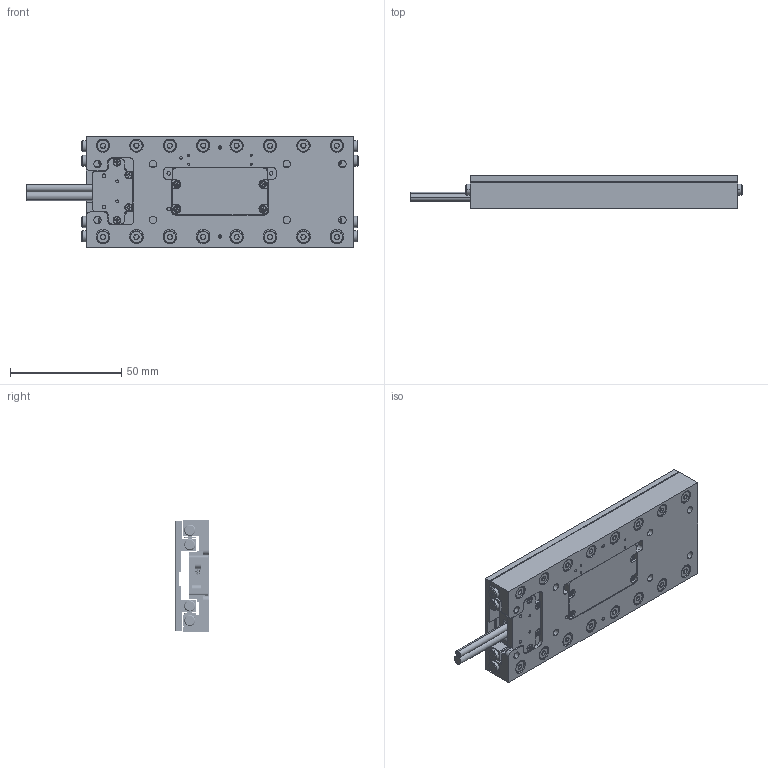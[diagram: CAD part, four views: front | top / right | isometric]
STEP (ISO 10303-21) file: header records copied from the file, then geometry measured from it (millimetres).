
FILE_DESCRIPTION (( 'STEP AP214' ), '1' );
FILE_NAME ('PPS-50-X33XX.STEP', '2025-05-23T23:02:09', ( '' ), ( '' ), 'SwSTEP 2.0', 'SolidWorks 2023', '' );
FILE_SCHEMA (( 'AUTOMOTIVE_DESIGN' ));
Length unit declared in the file: millimetre
Products named in the file (16): 92010A778_Passivated 18-8 Stainless Steel Phillips Flat Head Screw, M1.6x3mm_92010A778; 431947 Cable Clamp, Dual, 3 and 4mm Dia. Cables; PPS-50LM, Carriage_Master Part_120, Piezo Motor Version ; 431945 Cable Clamp Base with Mountable Tabs; 4.25mm Dia Cable_L40; SCREW, MS-PPH, M-JCIS_M2.5 x 0.45 x 6mm; PPS-50LM, Base_Master Part_L120; SCREW, MS-PPH, M-JCIS_M2 x 0.4 x 6mm; Demo, Motor Place Holder_DEMO; SUBASSEM_Cable Clamp_PPS-50, Design 3_4-3; Cage, Slide Way, NB, SV2000_SV 2120-21Z; Cooner Black Cable_L40; SCREW, MS-PPH, M-JCIS_M2 x 0.4 x 4mm; 130325 Bearing, Slide Way, NB, SV2000_SV 2120; PPS-50-X33XX; Screw, SHCS-L, M-DIN_M3 x 0.5 x 08mm
Assembly tree (56 placements, depth 3):
  PPS-50-X33XX
    PPS-50LM, Base_Master Part_L120
    PPS-50LM, Carriage_Master Part_120, Piezo Motor Version 
    130325 Bearing, Slide Way, NB, SV2000_SV 2120  x4
    Cage, Slide Way, NB, SV2000_SV 2120-21Z  x2
    Screw, SHCS-L, M-DIN_M3 x 0.5 x 08mm  x16
    SCREW, MS-PPH, M-JCIS_M2.5 x 0.45 x 6mm  x16
    Demo, Motor Place Holder_DEMO
    SCREW, MS-PPH, M-JCIS_M2 x 0.4 x 4mm  x4
    SUBASSEM_Cable Clamp_PPS-50, Design 3_4-3
      431945 Cable Clamp Base with Mountable Tabs
      431947 Cable Clamp, Dual, 3 and 4mm Dia. Cables
      SCREW, MS-PPH, M-JCIS_M2 x 0.4 x 6mm  x2
      Cooner Black Cable_L40
      4.25mm Dia Cable_L40
    92010A778_Passivated 18-8 Stainless Steel Phillips Flat Head Screw, M1.6x3mm_92010A778  x4
Bounding box: 149.1 x 15 x 50 mm (x, y, z)
Volume: 64111.1 mm3; surface area: 58471.5 mm2
Topology: 68 solids, 68 shells, 2497 faces, 6229 edges, 3958 vertices
Faces by surface type: plane 1202, cylinder 851, torus 260, cone 148, bspline 36
Entity records: 80487 total; most frequent: CARTESIAN_POINT 52019, DIRECTION 6037, ORIENTED_EDGE 5638, EDGE_CURVE 2819, AXIS2_PLACEMENT_3D 2234, VERTEX_POINT 1841, LINE 1569, VECTOR 1569
